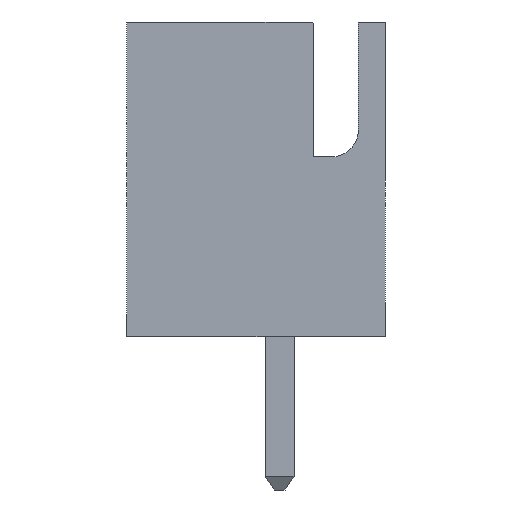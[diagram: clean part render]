
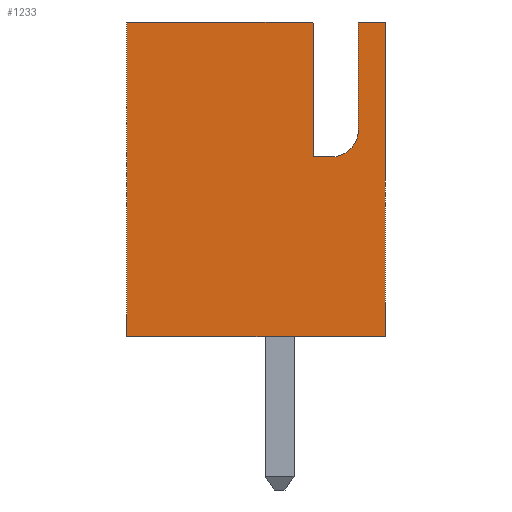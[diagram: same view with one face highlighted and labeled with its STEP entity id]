
A CAD part, left-side view. The second image highlights one B-rep face of the part: STEP entity #1233.
In plain terms, the highlighted planar face has unit normal (-1, 0, 0).
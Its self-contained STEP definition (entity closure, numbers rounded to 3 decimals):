
#78 = VERTEX_POINT('',#79);
#79 = CARTESIAN_POINT('',(-21.25,-2.875,0.));
#85 = EDGE_CURVE('',#78,#86,#88,.T.);
#86 = VERTEX_POINT('',#87);
#87 = CARTESIAN_POINT('',(-21.25,-2.875,7.));
#88 = LINE('',#89,#90);
#89 = CARTESIAN_POINT('',(-21.25,-2.875,0.));
#90 = VECTOR('',#91,1.);
#91 = DIRECTION('',(0.,0.,1.));
#1192 = VERTEX_POINT('',#1193);
#1193 = CARTESIAN_POINT('',(-21.25,2.875,0.));
#1199 = EDGE_CURVE('',#1192,#78,#1200,.T.);
#1200 = LINE('',#1201,#1202);
#1201 = CARTESIAN_POINT('',(-21.25,2.875,0.));
#1202 = VECTOR('',#1203,1.);
#1203 = DIRECTION('',(0.,-1.,0.));
#1233 = ADVANCED_FACE('',(#1234),#1302,.F.);
#1234 = FACE_BOUND('',#1235,.F.);
#1235 = EDGE_LOOP('',(#1236,#1246,#1254,#1263,#1271,#1277,#1278,#1279,
    #1287,#1295));
#1236 = ORIENTED_EDGE('',*,*,#1237,.F.);
#1237 = EDGE_CURVE('',#1238,#1240,#1242,.T.);
#1238 = VERTEX_POINT('',#1239);
#1239 = CARTESIAN_POINT('',(-21.25,-1.275,4.));
#1240 = VERTEX_POINT('',#1241);
#1241 = CARTESIAN_POINT('',(-21.25,-1.275,6.95));
#1242 = LINE('',#1243,#1244);
#1243 = CARTESIAN_POINT('',(-21.25,-1.275,2.));
#1244 = VECTOR('',#1245,1.);
#1245 = DIRECTION('',(0.,0.,1.));
#1246 = ORIENTED_EDGE('',*,*,#1247,.F.);
#1247 = EDGE_CURVE('',#1248,#1238,#1250,.T.);
#1248 = VERTEX_POINT('',#1249);
#1249 = CARTESIAN_POINT('',(-21.25,-1.675,4.));
#1250 = LINE('',#1251,#1252);
#1251 = CARTESIAN_POINT('',(-21.25,0.6,4.));
#1252 = VECTOR('',#1253,1.);
#1253 = DIRECTION('',(0.,1.,0.));
#1254 = ORIENTED_EDGE('',*,*,#1255,.F.);
#1255 = EDGE_CURVE('',#1256,#1248,#1258,.T.);
#1256 = VERTEX_POINT('',#1257);
#1257 = CARTESIAN_POINT('',(-21.25,-2.275,4.6));
#1258 = CIRCLE('',#1259,0.6);
#1259 = AXIS2_PLACEMENT_3D('',#1260,#1261,#1262);
#1260 = CARTESIAN_POINT('',(-21.25,-1.675,4.6));
#1261 = DIRECTION('',(1.,0.,0.));
#1262 = DIRECTION('',(0.,1.,0.));
#1263 = ORIENTED_EDGE('',*,*,#1264,.F.);
#1264 = EDGE_CURVE('',#1265,#1256,#1267,.T.);
#1265 = VERTEX_POINT('',#1266);
#1266 = CARTESIAN_POINT('',(-21.25,-2.275,7.));
#1267 = LINE('',#1268,#1269);
#1268 = CARTESIAN_POINT('',(-21.25,-2.275,3.5));
#1269 = VECTOR('',#1270,1.);
#1270 = DIRECTION('',(0.,0.,-1.));
#1271 = ORIENTED_EDGE('',*,*,#1272,.T.);
#1272 = EDGE_CURVE('',#1265,#86,#1273,.T.);
#1273 = LINE('',#1274,#1275);
#1274 = CARTESIAN_POINT('',(-21.25,2.875,7.));
#1275 = VECTOR('',#1276,1.);
#1276 = DIRECTION('',(0.,-1.,0.));
#1277 = ORIENTED_EDGE('',*,*,#85,.F.);
#1278 = ORIENTED_EDGE('',*,*,#1199,.F.);
#1279 = ORIENTED_EDGE('',*,*,#1280,.T.);
#1280 = EDGE_CURVE('',#1192,#1281,#1283,.T.);
#1281 = VERTEX_POINT('',#1282);
#1282 = CARTESIAN_POINT('',(-21.25,2.875,7.));
#1283 = LINE('',#1284,#1285);
#1284 = CARTESIAN_POINT('',(-21.25,2.875,0.));
#1285 = VECTOR('',#1286,1.);
#1286 = DIRECTION('',(0.,0.,1.));
#1287 = ORIENTED_EDGE('',*,*,#1288,.T.);
#1288 = EDGE_CURVE('',#1281,#1289,#1291,.T.);
#1289 = VERTEX_POINT('',#1290);
#1290 = CARTESIAN_POINT('',(-21.25,-1.225,7.));
#1291 = LINE('',#1292,#1293);
#1292 = CARTESIAN_POINT('',(-21.25,2.875,7.));
#1293 = VECTOR('',#1294,1.);
#1294 = DIRECTION('',(0.,-1.,0.));
#1295 = ORIENTED_EDGE('',*,*,#1296,.T.);
#1296 = EDGE_CURVE('',#1289,#1240,#1297,.T.);
#1297 = CIRCLE('',#1298,0.05);
#1298 = AXIS2_PLACEMENT_3D('',#1299,#1300,#1301);
#1299 = CARTESIAN_POINT('',(-21.25,-1.225,6.95));
#1300 = DIRECTION('',(1.,-0.,0.));
#1301 = DIRECTION('',(0.,0.,-1.));
#1302 = PLANE('',#1303);
#1303 = AXIS2_PLACEMENT_3D('',#1304,#1305,#1306);
#1304 = CARTESIAN_POINT('',(-21.25,2.875,0.));
#1305 = DIRECTION('',(1.,0.,0.));
#1306 = DIRECTION('',(0.,-1.,0.));
